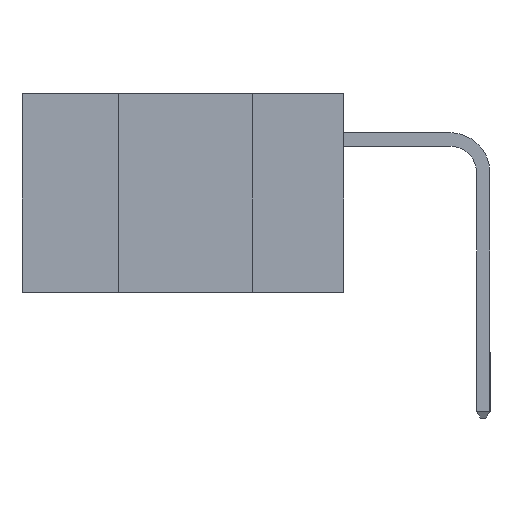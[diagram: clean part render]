
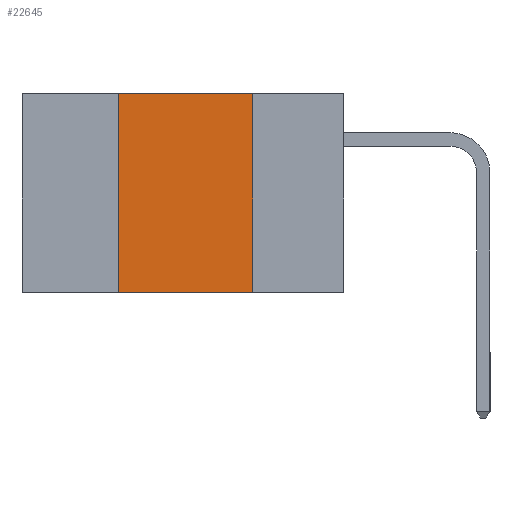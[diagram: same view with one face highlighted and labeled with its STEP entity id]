
A CAD part, left-side view. The second image highlights one B-rep face of the part: STEP entity #22645.
In plain terms, the highlighted planar face has unit normal (-1, 0, 0).
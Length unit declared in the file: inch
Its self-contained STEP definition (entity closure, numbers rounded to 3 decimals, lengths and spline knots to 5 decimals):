
#960 = VECTOR ( 'NONE', #15338, 39.37008 ) ;
#1023 = CARTESIAN_POINT ( 'NONE',  ( 0., 0.42, -0.37 ) ) ;
#1851 = CARTESIAN_POINT ( 'NONE',  ( 0., 0.6, -0.37 ) ) ;
#2131 = CARTESIAN_POINT ( 'NONE',  ( 0., 0.17, 0. ) ) ;
#3911 = VERTEX_POINT ( 'NONE', #12044 ) ;
#4060 = DIRECTION ( 'NONE',  ( 0., 0., -1. ) ) ;
#5069 = DIRECTION ( 'NONE',  ( 0., 0., -1. ) ) ;
#6674 = CARTESIAN_POINT ( 'NONE',  ( 0., 0.42, 0. ) ) ;
#7002 = AXIS2_PLACEMENT_3D ( 'NONE', #20278, #16587, #5069 ) ;
#7445 = DIRECTION ( 'NONE',  ( 0., 0., 1. ) ) ;
#7546 = EDGE_LOOP ( 'NONE', ( #17370, #15348, #13012, #9677 ) ) ;
#8119 = EDGE_CURVE ( 'NONE', #22205, #3911, #15742, .T. ) ;
#8421 = VERTEX_POINT ( 'NONE', #6674 ) ;
#9399 = EDGE_CURVE ( 'NONE', #22205, #8421, #17788, .T. ) ;
#9677 = ORIENTED_EDGE ( 'NONE', *, *, #8119, .T. ) ;
#10578 = EDGE_CURVE ( 'NONE', #8421, #18072, #10844, .T. ) ;
#10844 = LINE ( 'NONE', #24424, #21519 ) ;
#12044 = CARTESIAN_POINT ( 'NONE',  ( 0., 0.17, -0.37 ) ) ;
#12046 = EDGE_CURVE ( 'NONE', #18072, #3911, #18471, .T. ) ;
#12294 = VECTOR ( 'NONE', #4060, 39.37008 ) ;
#12984 = CARTESIAN_POINT ( 'NONE',  ( 0., 0.17, 0. ) ) ;
#13012 = ORIENTED_EDGE ( 'NONE', *, *, #9399, .F. ) ;
#14691 = PLANE ( 'NONE',  #7002 ) ;
#15338 = DIRECTION ( 'NONE',  ( 0., -1., 0. ) ) ;
#15348 = ORIENTED_EDGE ( 'NONE', *, *, #10578, .F. ) ;
#15742 = LINE ( 'NONE', #1851, #960 ) ;
#16144 = FACE_OUTER_BOUND ( 'NONE', #7546, .T. ) ;
#16587 = DIRECTION ( 'NONE',  ( 1., 0., 0. ) ) ;
#17016 = CARTESIAN_POINT ( 'NONE',  ( 0., 0.42, 0. ) ) ;
#17191 = VECTOR ( 'NONE', #7445, 39.37008 ) ;
#17370 = ORIENTED_EDGE ( 'NONE', *, *, #12046, .F. ) ;
#17788 = LINE ( 'NONE', #17016, #17191 ) ;
#18072 = VERTEX_POINT ( 'NONE', #12984 ) ;
#18471 = LINE ( 'NONE', #2131, #12294 ) ;
#20278 = CARTESIAN_POINT ( 'NONE',  ( 0., 0.6, 0. ) ) ;
#20812 = DIRECTION ( 'NONE',  ( 0., -1., 0. ) ) ;
#21519 = VECTOR ( 'NONE', #20812, 39.37008 ) ;
#22205 = VERTEX_POINT ( 'NONE', #1023 ) ;
#22645 = ADVANCED_FACE ( 'NONE', ( #16144 ), #14691, .F. ) ;
#24424 = CARTESIAN_POINT ( 'NONE',  ( 0., 0.6, 0. ) ) ;
